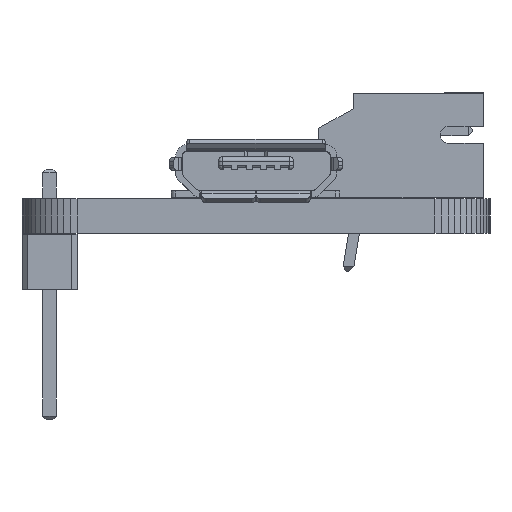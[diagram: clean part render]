
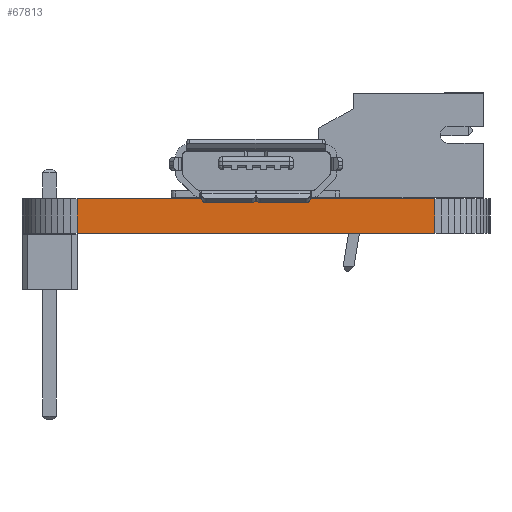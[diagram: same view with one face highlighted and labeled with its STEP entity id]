
A CAD part, left-side view. The second image highlights one B-rep face of the part: STEP entity #67813.
In plain terms, the highlighted planar face has unit normal (-1, 0, 0).
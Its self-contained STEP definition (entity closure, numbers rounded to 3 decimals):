
#60387 = PLANE('',#60388);
#60388 = AXIS2_PLACEMENT_3D('',#60389,#60390,#60391);
#60389 = CARTESIAN_POINT('',(19.828,-11.42,1.6));
#60390 = DIRECTION('',(-0.,-0.,-1.));
#60391 = DIRECTION('',(-1.,0.,0.));
#60441 = PLANE('',#60442);
#60442 = AXIS2_PLACEMENT_3D('',#60443,#60444,#60445);
#60443 = CARTESIAN_POINT('',(19.828,-11.42,0.));
#60444 = DIRECTION('',(-0.,-0.,-1.));
#60445 = DIRECTION('',(-1.,0.,0.));
#61614 = VERTEX_POINT('',#61615);
#61615 = CARTESIAN_POINT('',(2.032,-19.685,0.));
#61629 = PLANE('',#61630);
#61630 = AXIS2_PLACEMENT_3D('',#61631,#61632,#61633);
#61631 = CARTESIAN_POINT('',(2.051,-19.991,0.));
#61632 = DIRECTION('',(-0.998,-0.06,0.));
#61633 = DIRECTION('',(-0.06,0.998,0.));
#61641 = EDGE_CURVE('',#61614,#61642,#61644,.T.);
#61642 = VERTEX_POINT('',#61643);
#61643 = CARTESIAN_POINT('',(2.032,-3.175,0.));
#61644 = SURFACE_CURVE('',#61645,(#61649,#61656),.PCURVE_S1.);
#61645 = LINE('',#61646,#61647);
#61646 = CARTESIAN_POINT('',(2.032,-19.685,0.));
#61647 = VECTOR('',#61648,1.);
#61648 = DIRECTION('',(0.,1.,0.));
#61649 = PCURVE('',#60441,#61650);
#61650 = DEFINITIONAL_REPRESENTATION('',(#61651),#61655);
#61651 = LINE('',#61652,#61653);
#61652 = CARTESIAN_POINT('',(17.796,-8.265));
#61653 = VECTOR('',#61654,1.);
#61654 = DIRECTION('',(0.,1.));
#61655 = ( GEOMETRIC_REPRESENTATION_CONTEXT(2) 
PARAMETRIC_REPRESENTATION_CONTEXT() REPRESENTATION_CONTEXT('2D SPACE',''
  ) );
#61656 = PCURVE('',#61657,#61662);
#61657 = PLANE('',#61658);
#61658 = AXIS2_PLACEMENT_3D('',#61659,#61660,#61661);
#61659 = CARTESIAN_POINT('',(2.032,-19.685,0.));
#61660 = DIRECTION('',(-1.,0.,0.));
#61661 = DIRECTION('',(0.,1.,0.));
#61662 = DEFINITIONAL_REPRESENTATION('',(#61663),#61667);
#61663 = LINE('',#61664,#61665);
#61664 = CARTESIAN_POINT('',(0.,0.));
#61665 = VECTOR('',#61666,1.);
#61666 = DIRECTION('',(1.,0.));
#61667 = ( GEOMETRIC_REPRESENTATION_CONTEXT(2) 
PARAMETRIC_REPRESENTATION_CONTEXT() REPRESENTATION_CONTEXT('2D SPACE',''
  ) );
#61685 = PLANE('',#61686);
#61686 = AXIS2_PLACEMENT_3D('',#61687,#61688,#61689);
#61687 = CARTESIAN_POINT('',(2.032,-3.175,0.));
#61688 = DIRECTION('',(-0.998,0.06,0.));
#61689 = DIRECTION('',(0.06,0.998,0.));
#64958 = VERTEX_POINT('',#64959);
#64959 = CARTESIAN_POINT('',(2.032,-19.685,1.6));
#64980 = EDGE_CURVE('',#64958,#64981,#64983,.T.);
#64981 = VERTEX_POINT('',#64982);
#64982 = CARTESIAN_POINT('',(2.032,-3.175,1.6));
#64983 = SURFACE_CURVE('',#64984,(#64988,#64995),.PCURVE_S1.);
#64984 = LINE('',#64985,#64986);
#64985 = CARTESIAN_POINT('',(2.032,-19.685,1.6));
#64986 = VECTOR('',#64987,1.);
#64987 = DIRECTION('',(0.,1.,0.));
#64988 = PCURVE('',#60387,#64989);
#64989 = DEFINITIONAL_REPRESENTATION('',(#64990),#64994);
#64990 = LINE('',#64991,#64992);
#64991 = CARTESIAN_POINT('',(17.796,-8.265));
#64992 = VECTOR('',#64993,1.);
#64993 = DIRECTION('',(0.,1.));
#64994 = ( GEOMETRIC_REPRESENTATION_CONTEXT(2) 
PARAMETRIC_REPRESENTATION_CONTEXT() REPRESENTATION_CONTEXT('2D SPACE',''
  ) );
#64995 = PCURVE('',#61657,#64996);
#64996 = DEFINITIONAL_REPRESENTATION('',(#64997),#65001);
#64997 = LINE('',#64998,#64999);
#64998 = CARTESIAN_POINT('',(0.,-1.6));
#64999 = VECTOR('',#65000,1.);
#65000 = DIRECTION('',(1.,0.));
#65001 = ( GEOMETRIC_REPRESENTATION_CONTEXT(2) 
PARAMETRIC_REPRESENTATION_CONTEXT() REPRESENTATION_CONTEXT('2D SPACE',''
  ) );
#67763 = EDGE_CURVE('',#61642,#64981,#67764,.T.);
#67764 = SURFACE_CURVE('',#67765,(#67769,#67776),.PCURVE_S1.);
#67765 = LINE('',#67766,#67767);
#67766 = CARTESIAN_POINT('',(2.032,-3.175,0.));
#67767 = VECTOR('',#67768,1.);
#67768 = DIRECTION('',(0.,0.,1.));
#67769 = PCURVE('',#61685,#67770);
#67770 = DEFINITIONAL_REPRESENTATION('',(#67771),#67775);
#67771 = LINE('',#67772,#67773);
#67772 = CARTESIAN_POINT('',(0.,0.));
#67773 = VECTOR('',#67774,1.);
#67774 = DIRECTION('',(0.,-1.));
#67775 = ( GEOMETRIC_REPRESENTATION_CONTEXT(2) 
PARAMETRIC_REPRESENTATION_CONTEXT() REPRESENTATION_CONTEXT('2D SPACE',''
  ) );
#67776 = PCURVE('',#61657,#67777);
#67777 = DEFINITIONAL_REPRESENTATION('',(#67778),#67782);
#67778 = LINE('',#67779,#67780);
#67779 = CARTESIAN_POINT('',(16.51,0.));
#67780 = VECTOR('',#67781,1.);
#67781 = DIRECTION('',(0.,-1.));
#67782 = ( GEOMETRIC_REPRESENTATION_CONTEXT(2) 
PARAMETRIC_REPRESENTATION_CONTEXT() REPRESENTATION_CONTEXT('2D SPACE',''
  ) );
#67813 = ADVANCED_FACE('',(#67814),#61657,.T.);
#67814 = FACE_BOUND('',#67815,.T.);
#67815 = EDGE_LOOP('',(#67816,#67837,#67838,#67839));
#67816 = ORIENTED_EDGE('',*,*,#67817,.T.);
#67817 = EDGE_CURVE('',#61614,#64958,#67818,.T.);
#67818 = SURFACE_CURVE('',#67819,(#67823,#67830),.PCURVE_S1.);
#67819 = LINE('',#67820,#67821);
#67820 = CARTESIAN_POINT('',(2.032,-19.685,0.));
#67821 = VECTOR('',#67822,1.);
#67822 = DIRECTION('',(0.,0.,1.));
#67823 = PCURVE('',#61657,#67824);
#67824 = DEFINITIONAL_REPRESENTATION('',(#67825),#67829);
#67825 = LINE('',#67826,#67827);
#67826 = CARTESIAN_POINT('',(0.,0.));
#67827 = VECTOR('',#67828,1.);
#67828 = DIRECTION('',(0.,-1.));
#67829 = ( GEOMETRIC_REPRESENTATION_CONTEXT(2) 
PARAMETRIC_REPRESENTATION_CONTEXT() REPRESENTATION_CONTEXT('2D SPACE',''
  ) );
#67830 = PCURVE('',#61629,#67831);
#67831 = DEFINITIONAL_REPRESENTATION('',(#67832),#67836);
#67832 = LINE('',#67833,#67834);
#67833 = CARTESIAN_POINT('',(0.307,0.));
#67834 = VECTOR('',#67835,1.);
#67835 = DIRECTION('',(0.,-1.));
#67836 = ( GEOMETRIC_REPRESENTATION_CONTEXT(2) 
PARAMETRIC_REPRESENTATION_CONTEXT() REPRESENTATION_CONTEXT('2D SPACE',''
  ) );
#67837 = ORIENTED_EDGE('',*,*,#64980,.T.);
#67838 = ORIENTED_EDGE('',*,*,#67763,.F.);
#67839 = ORIENTED_EDGE('',*,*,#61641,.F.);
